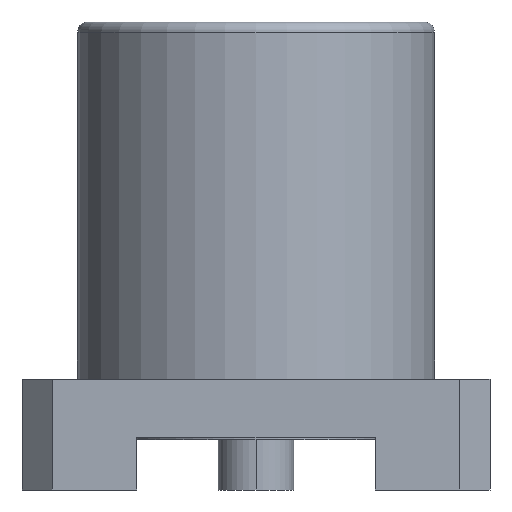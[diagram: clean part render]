
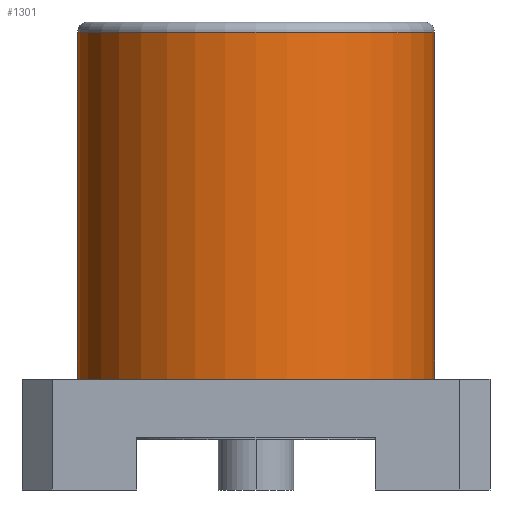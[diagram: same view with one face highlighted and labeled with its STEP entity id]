
A CAD part, front view. The second image highlights one B-rep face of the part: STEP entity #1301.
In plain terms, the highlighted cylindrical face has radius 2.248 mm (diameter 4.496 mm), a partial arc.
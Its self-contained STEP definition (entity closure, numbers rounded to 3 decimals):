
#98=CARTESIAN_POINT('',(2.946,2.946,1.397));
#99=DIRECTION('',(0.,0.,-1.));
#100=DIRECTION('',(1.,0.,0.));
#101=AXIS2_PLACEMENT_3D('',#98,#99,#100);
#313=DIRECTION('',(0.,0.,-1.));
#314=VECTOR('',#313,4.369);
#315=CARTESIAN_POINT('',(0.699,2.946,5.766));
#316=LINE('',#315,#314);
#322=CARTESIAN_POINT('',(2.946,2.946,5.766));
#323=DIRECTION('',(0.,0.,1.));
#324=DIRECTION('',(-1.,0.,0.));
#325=AXIS2_PLACEMENT_3D('',#322,#323,#324);
#357=DIRECTION('',(0.,0.,-1.));
#358=VECTOR('',#357,4.369);
#359=CARTESIAN_POINT('',(5.194,2.946,5.766));
#360=LINE('',#359,#358);
#729=CARTESIAN_POINT('',(5.194,2.946,5.766));
#730=VERTEX_POINT('',#729);
#731=CARTESIAN_POINT('',(0.699,2.946,5.766));
#732=VERTEX_POINT('',#731);
#830=CARTESIAN_POINT('',(0.699,2.946,1.397));
#831=CARTESIAN_POINT('',(5.194,2.946,1.397));
#832=VERTEX_POINT('',#830);
#833=VERTEX_POINT('',#831);
#1287=CARTESIAN_POINT('',(2.946,2.946,5.893));
#1288=DIRECTION('',(0.,0.,1.));
#1289=DIRECTION('',(1.,0.,0.));
#1290=AXIS2_PLACEMENT_3D('',#1287,#1288,#1289);
#1291=CYLINDRICAL_SURFACE('',#1290,2.248);
#1293=ORIENTED_EDGE('',*,*,#1292,.T.);
#1295=ORIENTED_EDGE('',*,*,#1294,.T.);
#1296=ORIENTED_EDGE('',*,*,#960,.T.);
#1298=ORIENTED_EDGE('',*,*,#1297,.F.);
#1299=EDGE_LOOP('',(#1293,#1295,#1296,#1298));
#1300=FACE_OUTER_BOUND('',#1299,.F.);
#1301=ADVANCED_FACE('',(#1300),#1291,.T.);
#102=CIRCLE('',#101,2.248);
#326=CIRCLE('',#325,2.248);
#960=EDGE_CURVE('',#833,#832,#102,.T.);
#1292=EDGE_CURVE('',#732,#730,#326,.T.);
#1294=EDGE_CURVE('',#730,#833,#360,.T.);
#1297=EDGE_CURVE('',#732,#832,#316,.T.);
